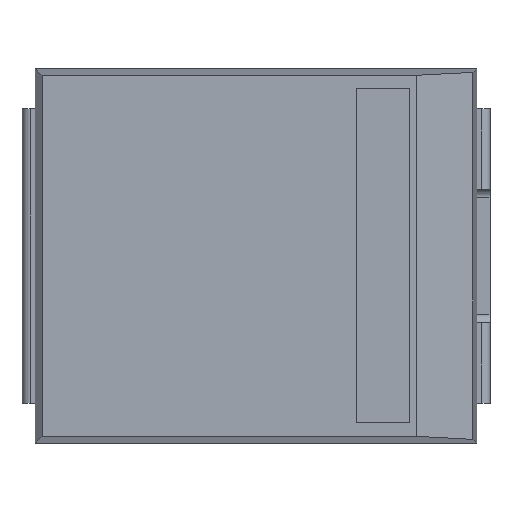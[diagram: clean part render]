
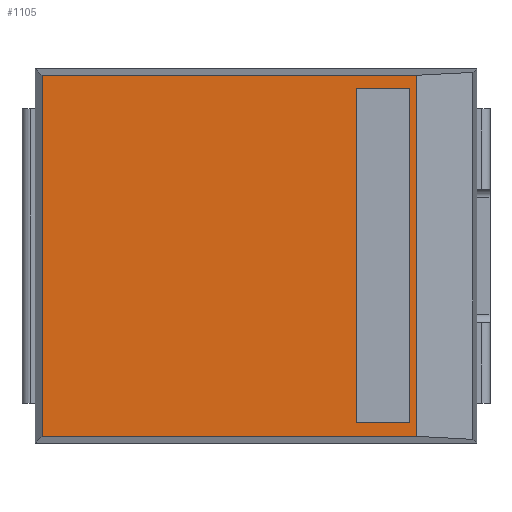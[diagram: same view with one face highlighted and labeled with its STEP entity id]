
A CAD part, top view. The second image highlights one B-rep face of the part: STEP entity #1105.
In plain terms, the highlighted planar face has unit normal (0, 0, 1).
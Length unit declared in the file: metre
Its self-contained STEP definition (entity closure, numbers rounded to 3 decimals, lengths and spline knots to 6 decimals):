
#314=ORIENTED_EDGE('',*,*,#504,.T.);
#315=ORIENTED_EDGE('',*,*,#505,.T.);
#316=ORIENTED_EDGE('',*,*,#506,.T.);
#317=ORIENTED_EDGE('',*,*,#507,.T.);
#504=EDGE_CURVE('',#619,#620,#729,.T.);
#505=EDGE_CURVE('',#620,#621,#730,.T.);
#506=EDGE_CURVE('',#621,#622,#731,.T.);
#507=EDGE_CURVE('',#622,#619,#732,.T.);
#619=VERTEX_POINT('',#1837);
#620=VERTEX_POINT('',#1838);
#621=VERTEX_POINT('',#1840);
#622=VERTEX_POINT('',#1842);
#729=LINE('',#1836,#852);
#730=LINE('',#1839,#853);
#731=LINE('',#1841,#854);
#732=LINE('',#1843,#855);
#852=VECTOR('',#1520,1.);
#853=VECTOR('',#1521,1.);
#854=VECTOR('',#1522,1.);
#855=VECTOR('',#1523,1.);
#933=EDGE_LOOP('',(#314,#315,#316,#317));
#996=FACE_BOUND('',#933,.T.);
#1043=PLANE('',#1250);
#1105=ADVANCED_FACE('',(#996),#1043,.T.);
#1250=AXIS2_PLACEMENT_3D('',#1835,#1518,#1519);
#1518=DIRECTION('',(0.,0.,1.));
#1519=DIRECTION('',(1.,0.,0.));
#1520=DIRECTION('',(1.,0.,0.));
#1521=DIRECTION('',(0.,1.,0.));
#1522=DIRECTION('',(-1.,0.,0.));
#1523=DIRECTION('',(0.,-1.,0.));
#1835=CARTESIAN_POINT('',(0.,0.,0.0019));
#1836=CARTESIAN_POINT('',(0.00165,-0.00135,0.0019));
#1837=CARTESIAN_POINT('',(-0.0016,-0.00135,0.0019));
#1838=CARTESIAN_POINT('',(0.0012,-0.00135,0.0019));
#1839=CARTESIAN_POINT('',(0.0012,0.,0.0019));
#1840=CARTESIAN_POINT('',(0.0012,0.00135,0.0019));
#1841=CARTESIAN_POINT('',(0.,0.00135,0.0019));
#1842=CARTESIAN_POINT('',(-0.0016,0.00135,0.0019));
#1843=CARTESIAN_POINT('',(-0.0016,0.,0.0019));
